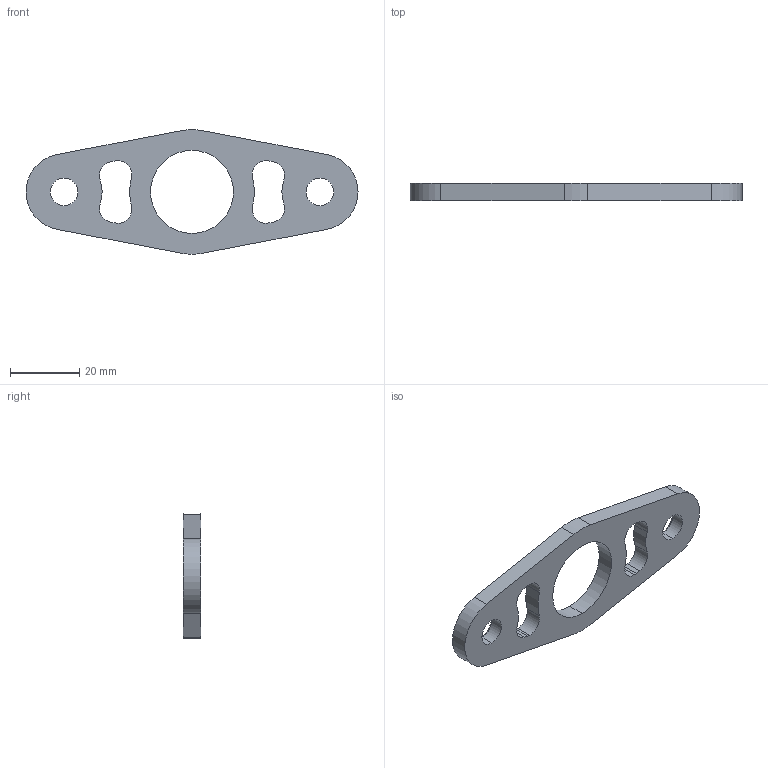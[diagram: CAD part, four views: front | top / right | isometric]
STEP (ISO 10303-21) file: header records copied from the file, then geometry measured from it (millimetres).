
FILE_DESCRIPTION (( 'STEP AP214' ), '1' );
FILE_NAME ('Top cover 2003091.STEP', '2023-06-13T13:10:07', ( '' ), ( '' ), 'SwSTEP 2.0', 'SolidWorks 2022', '' );
FILE_SCHEMA (( 'AUTOMOTIVE_DESIGN' ));
Length unit declared in the file: millimetre
Products named in the file (1): Top cover 2003091
Bounding box: 96 x 5 x 35.96 mm (x, y, z)
Volume: 8577.2 mm3; surface area: 5620.2 mm2
Topology: 1 solids, 1 shells, 39 faces, 107 edges, 70 vertices
Faces by surface type: cylinder 25, plane 10, cone 4
Entity records: 1317 total; most frequent: DIRECTION 241, CARTESIAN_POINT 217, ORIENTED_EDGE 214, EDGE_CURVE 107, AXIS2_PLACEMENT_3D 94, VERTEX_POINT 70, CIRCLE 54, VECTOR 53
